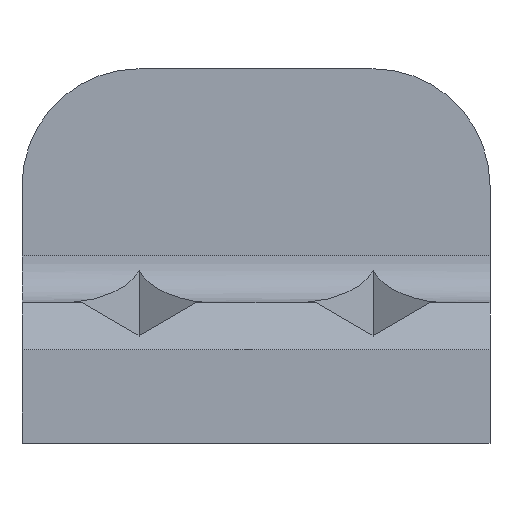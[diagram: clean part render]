
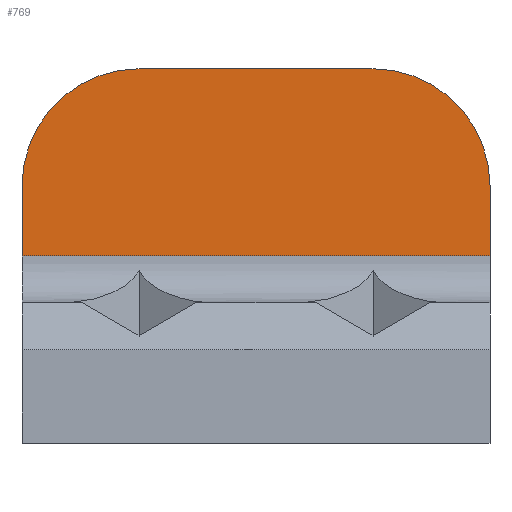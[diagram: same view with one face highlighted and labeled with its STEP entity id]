
A CAD part, front view. The second image highlights one B-rep face of the part: STEP entity #769.
In plain terms, the highlighted planar face has unit normal (0, -1, 0).
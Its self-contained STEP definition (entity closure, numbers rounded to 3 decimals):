
#41=CIRCLE('',#816,5.);
#42=CIRCLE('',#819,5.);
#86=FACE_OUTER_BOUND('',#131,.T.);
#131=EDGE_LOOP('',(#691,#692,#693,#694,#695,#696));
#163=LINE('',#1132,#250);
#168=LINE('',#1145,#255);
#181=LINE('',#1176,#268);
#184=LINE('',#1192,#271);
#250=VECTOR('',#907,10.);
#255=VECTOR('',#920,10.);
#268=VECTOR('',#947,10.);
#271=VECTOR('',#966,10.);
#336=VERTEX_POINT('',#1129);
#337=VERTEX_POINT('',#1131);
#340=VERTEX_POINT('',#1142);
#341=VERTEX_POINT('',#1144);
#356=VERTEX_POINT('',#1186);
#357=VERTEX_POINT('',#1190);
#413=EDGE_CURVE('',#337,#336,#163,.T.);
#420=EDGE_CURVE('',#340,#341,#168,.T.);
#436=EDGE_CURVE('',#337,#340,#181,.T.);
#443=EDGE_CURVE('',#356,#336,#41,.T.);
#445=EDGE_CURVE('',#357,#356,#184,.T.);
#446=EDGE_CURVE('',#341,#357,#42,.T.);
#691=ORIENTED_EDGE('',*,*,#436,.F.);
#692=ORIENTED_EDGE('',*,*,#413,.T.);
#693=ORIENTED_EDGE('',*,*,#443,.F.);
#694=ORIENTED_EDGE('',*,*,#445,.F.);
#695=ORIENTED_EDGE('',*,*,#446,.F.);
#696=ORIENTED_EDGE('',*,*,#420,.F.);
#729=PLANE('',#843);
#769=ADVANCED_FACE('',(#86),#729,.T.);
#816=AXIS2_PLACEMENT_3D('',#1188,#961,#962);
#819=AXIS2_PLACEMENT_3D('',#1194,#969,#970);
#843=AXIS2_PLACEMENT_3D('',#1270,#1051,#1052);
#907=DIRECTION('',(0.,0.,1.));
#920=DIRECTION('',(0.,0.,1.));
#947=DIRECTION('',(-1.,0.,0.));
#961=DIRECTION('center_axis',(0.,1.,0.));
#962=DIRECTION('ref_axis',(0.707,0.,0.707));
#966=DIRECTION('',(1.,0.,0.));
#969=DIRECTION('center_axis',(0.,1.,0.));
#970=DIRECTION('ref_axis',(-0.707,0.,0.707));
#1051=DIRECTION('center_axis',(0.,-1.,0.));
#1052=DIRECTION('ref_axis',(1.,0.,0.));
#1129=CARTESIAN_POINT('',(9.2,-3.3,11.));
#1131=CARTESIAN_POINT('',(9.2,-3.3,8.));
#1132=CARTESIAN_POINT('',(9.2,-3.3,0.));
#1142=CARTESIAN_POINT('',(-10.8,-3.3,8.));
#1144=CARTESIAN_POINT('',(-10.8,-3.3,11.));
#1145=CARTESIAN_POINT('',(-10.8,-3.3,0.));
#1176=CARTESIAN_POINT('',(-5.8,-3.3,8.));
#1186=CARTESIAN_POINT('',(4.2,-3.3,16.));
#1188=CARTESIAN_POINT('Origin',(4.2,-3.3,11.));
#1190=CARTESIAN_POINT('',(-5.8,-3.3,16.));
#1192=CARTESIAN_POINT('',(-10.8,-3.3,16.));
#1194=CARTESIAN_POINT('Origin',(-5.8,-3.3,11.));
#1270=CARTESIAN_POINT('Origin',(-10.8,-3.3,0.));
